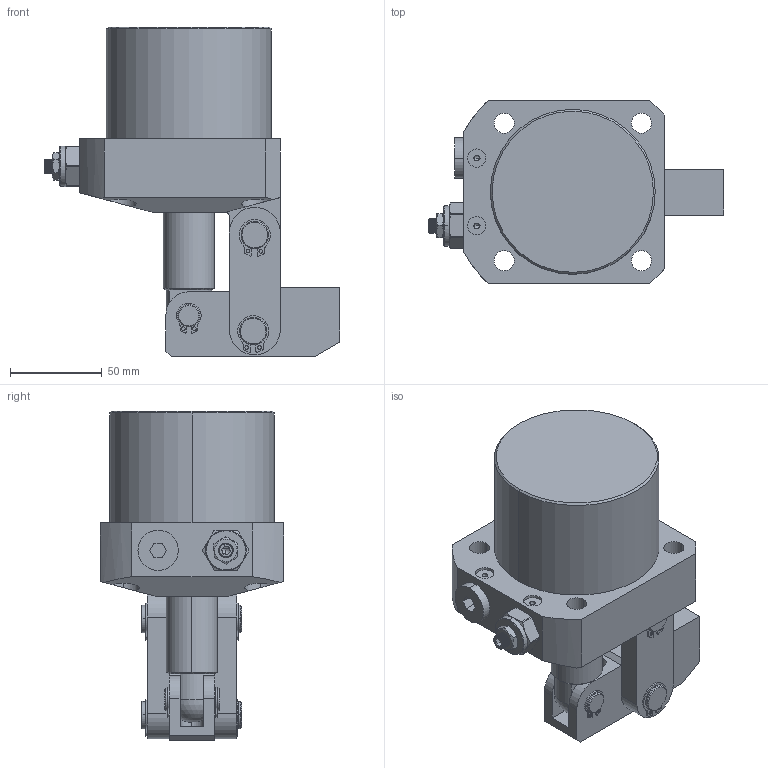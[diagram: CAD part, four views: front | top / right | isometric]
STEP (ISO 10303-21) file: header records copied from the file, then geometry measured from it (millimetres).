
FILE_DESCRIPTION (( 'STEP AP203' ), '1' );
FILE_NAME ('CLKA-090C杠杠油压缸三维图.STEP', '2019-04-15T12:53:34', ( 'User' ), ( 'china' ), 'SwSTEP 2.0', 'SolidWorks 2018', '' );
FILE_SCHEMA (( 'CONFIG_CONTROL_DESIGN' ));
Length unit declared in the file: millimetre
Products named in the file (11): ﾁｬｸﾋ_1_1; 傻种縐蓰_1_1; ﾏ銈1_1; 囀鞠褒黑芛郔陔3-800; CZL30覃厒概01; 090G掛极; CLKA-090C杠杠油压缸三维图; 090活塞杆01; ﾑｹｱﾛ_1_1; ｶﾌﾏ銈1_1; ｿｨ輹_1_1
Assembly tree (16 placements, depth 2):
  CLKA-090C杠杠油压缸三维图
    090活塞杆01
    ｶﾌﾏ銈1_1
    ﾁｬｸﾋ_1_1  x2
    ﾏ銈1_1  x2
    ﾑｹｱﾛ_1_1
    ｿｨ輹_1_1  x4
    傻种縐蓰_1_1  x2
    囀鞠褒黑芛郔陔3-800
    CZL30覃厒概01
    090G掛极
Bounding box: 161.5 x 100 x 180 mm (x, y, z)
Volume: 659840.3 mm3; surface area: 145605 mm2
Topology: 14 solids, 19 shells, 455 faces, 1186 edges, 780 vertices
Faces by surface type: cylinder 239, plane 169, cone 36, bspline 7, sphere 2, torus 2
Entity records: 14512 total; most frequent: CARTESIAN_POINT 5163, DIRECTION 1709, ORIENTED_EDGE 1660, EDGE_CURVE 843, AXIS2_PLACEMENT_3D 656, VERTEX_POINT 554, VECTOR 397, LINE 397
